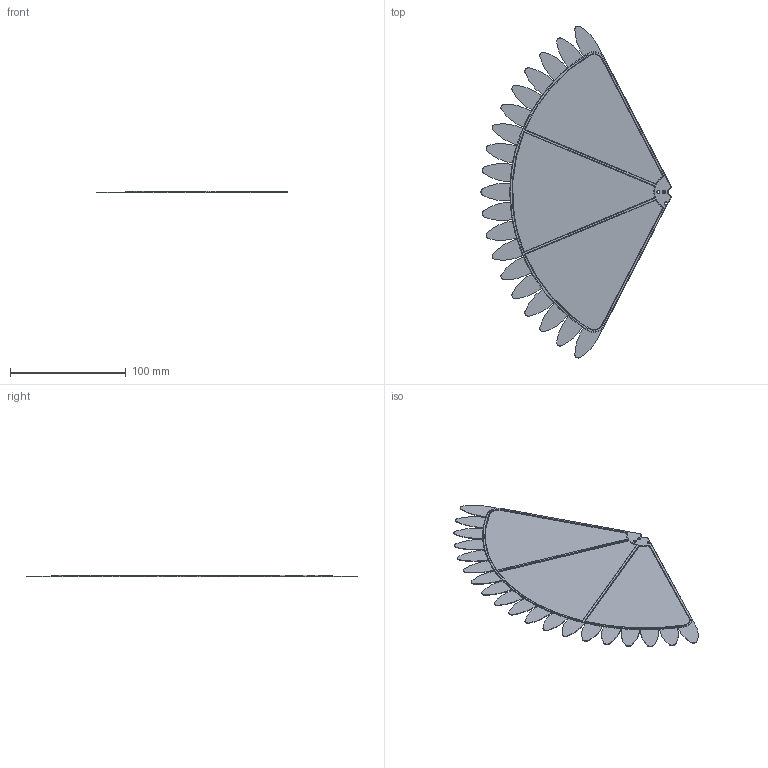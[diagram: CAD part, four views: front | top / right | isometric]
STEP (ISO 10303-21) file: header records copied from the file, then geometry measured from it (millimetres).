
FILE_DESCRIPTION(('CATIA V5 STEP Exchange'),'2;1');
FILE_NAME('Tail.stp','2024-11-23T09:33:25+00:00',('none'),('none'),'CATIA Version 5 Release 20 GA (IN-10)','CATIA V5 STEP AP203','none');
FILE_SCHEMA(('CONFIG_CONTROL_DESIGN'));
Length unit declared in the file: millimetre
Products named in the file (1): Ornithopter
Bounding box: 164.16 x 286.71 x 1 mm (x, y, z)
Volume: 12112.9 mm3; surface area: 56321.3 mm2
Topology: 1 solids, 1 shells, 177 faces, 438 edges, 264 vertices
Faces by surface type: cylinder 107, plane 33, torus 17, bspline 11, extrusion 7, sphere 2
Entity records: 5791 total; most frequent: CARTESIAN_POINT 1972, ORIENTED_EDGE 872, DIRECTION 596, EDGE_CURVE 436, AXIS2_PLACEMENT_3D 330, VERTEX_POINT 264, CIRCLE 216, EDGE_LOOP 184
